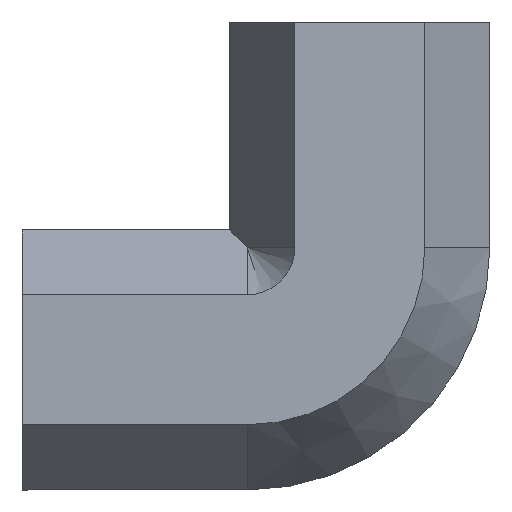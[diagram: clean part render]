
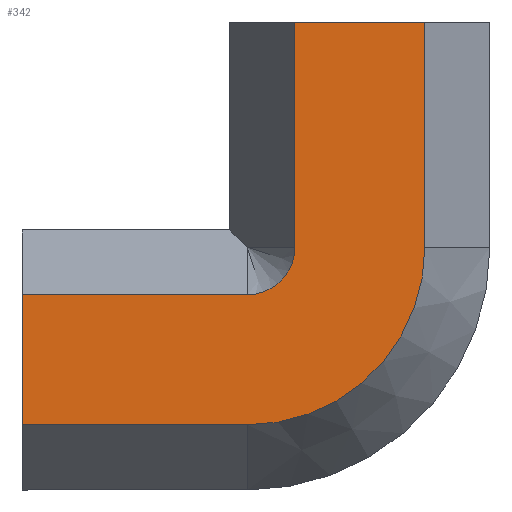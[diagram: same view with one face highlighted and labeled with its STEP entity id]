
A CAD part, top view. The second image highlights one B-rep face of the part: STEP entity #342.
In plain terms, the highlighted planar face has unit normal (0, 0, 1).
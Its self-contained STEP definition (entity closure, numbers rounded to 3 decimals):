
#31=PLANE('',#385);
#51=FACE_OUTER_BOUND('',#71,.T.);
#71=EDGE_LOOP('',(#308,#309,#310,#311,#312,#313,#314,#315));
#76=LINE('',#499,#112);
#89=LINE('',#526,#125);
#91=LINE('',#529,#127);
#98=LINE('',#555,#134);
#108=LINE('',#574,#144);
#109=LINE('',#576,#145);
#112=VECTOR('',#405,10.);
#125=VECTOR('',#424,10.);
#127=VECTOR('',#428,10.);
#134=VECTOR('',#459,10.);
#144=VECTOR('',#477,10.);
#145=VECTOR('',#480,10.);
#150=CIRCLE('',#370,4.226);
#151=CIRCLE('',#372,15.774);
#160=VERTEX_POINT('',#496);
#161=VERTEX_POINT('',#498);
#171=VERTEX_POINT('',#523);
#172=VERTEX_POINT('',#525);
#173=VERTEX_POINT('',#532);
#175=VERTEX_POINT('',#537);
#179=VERTEX_POINT('',#554);
#184=VERTEX_POINT('',#572);
#191=EDGE_CURVE('',#160,#161,#76,.T.);
#204=EDGE_CURVE('',#172,#171,#89,.T.);
#206=EDGE_CURVE('',#161,#171,#91,.T.);
#209=EDGE_CURVE('',#173,#172,#150,.T.);
#211=EDGE_CURVE('',#175,#160,#151,.T.);
#219=EDGE_CURVE('',#179,#173,#98,.T.);
#229=EDGE_CURVE('',#175,#184,#108,.T.);
#230=EDGE_CURVE('',#179,#184,#109,.T.);
#308=ORIENTED_EDGE('',*,*,#229,.T.);
#309=ORIENTED_EDGE('',*,*,#230,.F.);
#310=ORIENTED_EDGE('',*,*,#219,.T.);
#311=ORIENTED_EDGE('',*,*,#209,.T.);
#312=ORIENTED_EDGE('',*,*,#204,.T.);
#313=ORIENTED_EDGE('',*,*,#206,.F.);
#314=ORIENTED_EDGE('',*,*,#191,.F.);
#315=ORIENTED_EDGE('',*,*,#211,.F.);
#342=ADVANCED_FACE('',(#51),#31,.T.);
#370=AXIS2_PLACEMENT_3D('',#534,#433,#434);
#372=AXIS2_PLACEMENT_3D('',#539,#438,#439);
#385=AXIS2_PLACEMENT_3D('',#575,#478,#479);
#405=DIRECTION('',(-1.,0.,0.));
#424=DIRECTION('',(-1.,0.,0.));
#428=DIRECTION('',(0.,1.,0.));
#433=DIRECTION('center_axis',(0.,0.,-1.));
#434=DIRECTION('ref_axis',(1.,0.,0.));
#438=DIRECTION('center_axis',(0.,0.,-1.));
#439=DIRECTION('ref_axis',(1.,0.,0.));
#459=DIRECTION('',(0.,-1.,0.));
#477=DIRECTION('',(0.,1.,0.));
#478=DIRECTION('center_axis',(0.,0.,1.));
#479=DIRECTION('ref_axis',(1.,0.,0.));
#480=DIRECTION('',(1.,0.,0.));
#496=CARTESIAN_POINT('',(20.,-5.774,10.));
#498=CARTESIAN_POINT('',(0.,-5.774,10.));
#499=CARTESIAN_POINT('',(20.,-5.774,10.));
#523=CARTESIAN_POINT('',(0.,5.774,10.));
#525=CARTESIAN_POINT('',(20.,5.774,10.));
#526=CARTESIAN_POINT('',(20.,5.774,10.));
#529=CARTESIAN_POINT('',(0.,5.774,10.));
#532=CARTESIAN_POINT('',(24.226,10.,10.));
#534=CARTESIAN_POINT('Origin',(20.,10.,10.));
#537=CARTESIAN_POINT('',(35.774,10.,10.));
#539=CARTESIAN_POINT('Origin',(20.,10.,10.));
#554=CARTESIAN_POINT('',(24.226,30.,10.));
#555=CARTESIAN_POINT('',(24.226,28.,10.));
#572=CARTESIAN_POINT('',(35.774,30.,10.));
#574=CARTESIAN_POINT('',(35.774,28.,10.));
#575=CARTESIAN_POINT('Origin',(24.226,28.,10.));
#576=CARTESIAN_POINT('',(24.226,30.,10.));
